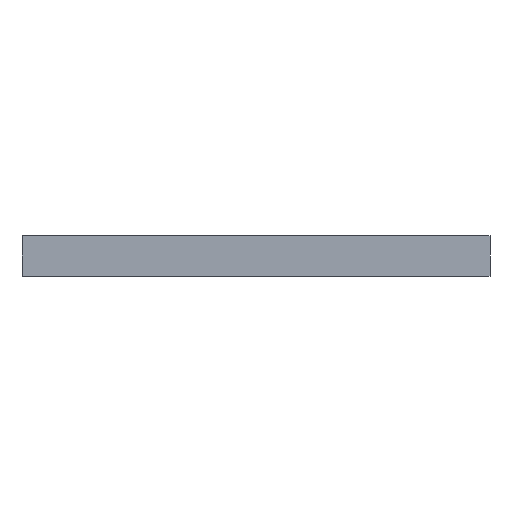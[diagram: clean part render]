
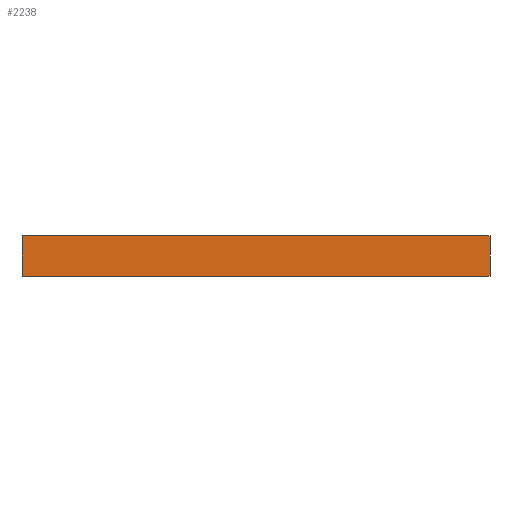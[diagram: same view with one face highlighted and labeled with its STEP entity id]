
A CAD part, front view. The second image highlights one B-rep face of the part: STEP entity #2238.
In plain terms, the highlighted planar face has unit normal (0, -1, 0).
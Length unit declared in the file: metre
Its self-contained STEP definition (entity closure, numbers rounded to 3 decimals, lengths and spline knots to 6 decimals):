
#388=ORIENTED_EDGE('',*,*,#965,.T.);
#389=ORIENTED_EDGE('',*,*,#976,.F.);
#390=ORIENTED_EDGE('',*,*,#898,.F.);
#391=ORIENTED_EDGE('',*,*,#977,.T.);
#898=EDGE_CURVE('',#1200,#1201,#1400,.T.);
#965=EDGE_CURVE('',#1255,#1254,#1444,.T.);
#976=EDGE_CURVE('',#1201,#1254,#1453,.T.);
#977=EDGE_CURVE('',#1200,#1255,#1454,.T.);
#1200=VERTEX_POINT('',#3475);
#1201=VERTEX_POINT('',#3477);
#1254=VERTEX_POINT('',#3604);
#1255=VERTEX_POINT('',#3606);
#1400=LINE('',#3476,#1584);
#1444=LINE('',#3605,#1628);
#1453=LINE('',#3626,#1637);
#1454=LINE('',#3627,#1638);
#1584=VECTOR('',#2743,1.);
#1628=VECTOR('',#2849,1.);
#1637=VECTOR('',#2866,1.);
#1638=VECTOR('',#2867,1.);
#1755=EDGE_LOOP('',(#388,#389,#390,#391));
#1961=FACE_BOUND('',#1755,.T.);
#2169=PLANE('',#2446);
#2238=ADVANCED_FACE('',(#1961),#2169,.F.);
#2446=AXIS2_PLACEMENT_3D('',#3625,#2864,#2865);
#2743=DIRECTION('',(1.,0.,0.));
#2849=DIRECTION('',(1.,0.,0.));
#2864=DIRECTION('',(0.,1.,0.));
#2865=DIRECTION('',(-1.,0.,0.));
#2866=DIRECTION('',(0.,0.,-1.));
#2867=DIRECTION('',(0.,0.,-1.));
#3475=CARTESIAN_POINT('',(-0.052,-0.074,0.009));
#3476=CARTESIAN_POINT('',(0.015,-0.074,0.009));
#3477=CARTESIAN_POINT('',(0.052,-0.074,0.009));
#3604=CARTESIAN_POINT('',(0.052,-0.074,0.));
#3605=CARTESIAN_POINT('',(0.015,-0.074,0.));
#3606=CARTESIAN_POINT('',(-0.052,-0.074,0.));
#3625=CARTESIAN_POINT('',(0.015,-0.074,0.009));
#3626=CARTESIAN_POINT('',(0.052,-0.074,0.009));
#3627=CARTESIAN_POINT('',(-0.052,-0.074,0.009));
